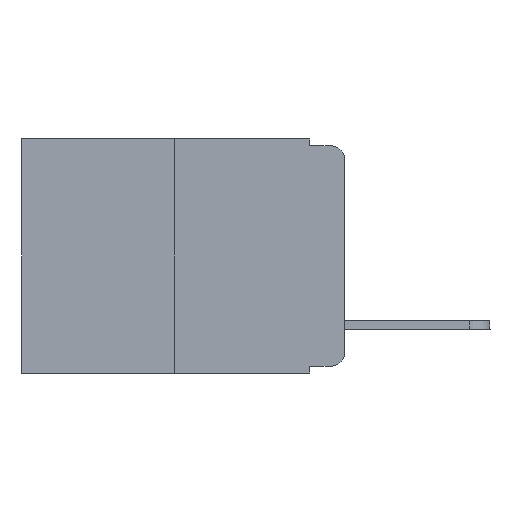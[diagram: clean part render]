
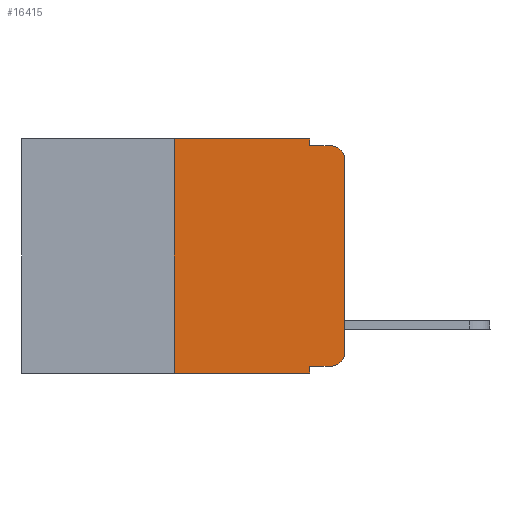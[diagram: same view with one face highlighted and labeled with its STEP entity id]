
A CAD part, left-side view. The second image highlights one B-rep face of the part: STEP entity #16415.
In plain terms, the highlighted planar face has unit normal (-1, 0, 0).
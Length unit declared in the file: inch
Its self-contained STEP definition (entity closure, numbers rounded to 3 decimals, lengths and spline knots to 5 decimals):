
#278 = VERTEX_POINT ( 'NONE', #13527 ) ;
#412 = CARTESIAN_POINT ( 'NONE',  ( 0., 0.25, 0. ) ) ;
#427 = ORIENTED_EDGE ( 'NONE', *, *, #5322, .T. ) ;
#452 = LINE ( 'NONE', #15889, #10895 ) ;
#643 = VERTEX_POINT ( 'NONE', #6173 ) ;
#647 = DIRECTION ( 'NONE',  ( 0., 0., -1. ) ) ;
#691 = AXIS2_PLACEMENT_3D ( 'NONE', #4685, #17556, #647 ) ;
#700 = EDGE_CURVE ( 'NONE', #6525, #13022, #10103, .T. ) ;
#712 = CARTESIAN_POINT ( 'NONE',  ( 0., 0., 0. ) ) ;
#1283 = VECTOR ( 'NONE', #8246, 39.37008 ) ;
#1449 = VERTEX_POINT ( 'NONE', #10284 ) ;
#1824 = DIRECTION ( 'NONE',  ( 0., 0., -1. ) ) ;
#1846 = DIRECTION ( 'NONE',  ( 0., 0., -1. ) ) ;
#2354 = CARTESIAN_POINT ( 'NONE',  ( 0., 0.02, -0.313 ) ) ;
#2384 = VERTEX_POINT ( 'NONE', #412 ) ;
#2483 = ORIENTED_EDGE ( 'NONE', *, *, #6345, .T. ) ;
#2531 = EDGE_CURVE ( 'NONE', #5197, #643, #10536, .T. ) ;
#2580 = LINE ( 'NONE', #11235, #12666 ) ;
#2855 = CARTESIAN_POINT ( 'NONE',  ( 0., 0.473, -0.343 ) ) ;
#3209 = DIRECTION ( 'NONE',  ( 0., -1., 0. ) ) ;
#3223 = LINE ( 'NONE', #2855, #12618 ) ;
#3353 = CARTESIAN_POINT ( 'NONE',  ( 0., 0.051, 0. ) ) ;
#3646 = CARTESIAN_POINT ( 'NONE',  ( 0., 0.051, -0.333 ) ) ;
#4318 = DIRECTION ( 'NONE',  ( 0., -1., 0. ) ) ;
#4468 = VERTEX_POINT ( 'NONE', #17931 ) ;
#4685 = CARTESIAN_POINT ( 'NONE',  ( 0., 0.02, -0.03 ) ) ;
#4746 = VERTEX_POINT ( 'NONE', #10492 ) ;
#4818 = DIRECTION ( 'NONE',  ( 1., 0., 0. ) ) ;
#5166 = EDGE_CURVE ( 'NONE', #4746, #13022, #10463, .T. ) ;
#5197 = VERTEX_POINT ( 'NONE', #8818 ) ;
#5215 = EDGE_CURVE ( 'NONE', #1449, #6525, #16129, .T. ) ;
#5322 = EDGE_CURVE ( 'NONE', #5197, #6764, #12117, .T. ) ;
#6140 = FACE_OUTER_BOUND ( 'NONE', #10736, .T. ) ;
#6173 = CARTESIAN_POINT ( 'NONE',  ( 0., 0.051, -0.343 ) ) ;
#6345 = EDGE_CURVE ( 'NONE', #6764, #1449, #12470, .T. ) ;
#6525 = VERTEX_POINT ( 'NONE', #15136 ) ;
#6544 = ORIENTED_EDGE ( 'NONE', *, *, #10402, .F. ) ;
#6764 = VERTEX_POINT ( 'NONE', #17441 ) ;
#7345 = VECTOR ( 'NONE', #10454, 39.37008 ) ;
#8244 = ORIENTED_EDGE ( 'NONE', *, *, #2531, .F. ) ;
#8246 = DIRECTION ( 'NONE',  ( 0., -1., 0. ) ) ;
#8590 = ORIENTED_EDGE ( 'NONE', *, *, #5215, .T. ) ;
#8818 = CARTESIAN_POINT ( 'NONE',  ( 0., 0.051, -0.333 ) ) ;
#8898 = CARTESIAN_POINT ( 'NONE',  ( 0., 0.473, 0. ) ) ;
#9486 = EDGE_CURVE ( 'NONE', #4468, #643, #3223, .T. ) ;
#9555 = ORIENTED_EDGE ( 'NONE', *, *, #11721, .F. ) ;
#10103 = CIRCLE ( 'NONE', #691, 0.02 ) ;
#10284 = CARTESIAN_POINT ( 'NONE',  ( 0., 0., -0.313 ) ) ;
#10402 = EDGE_CURVE ( 'NONE', #278, #4746, #14052, .T. ) ;
#10454 = DIRECTION ( 'NONE',  ( 0., 0., -1. ) ) ;
#10463 = LINE ( 'NONE', #17253, #10935 ) ;
#10492 = CARTESIAN_POINT ( 'NONE',  ( 0., 0.051, -0.01 ) ) ;
#10536 = LINE ( 'NONE', #3353, #12444 ) ;
#10736 = EDGE_LOOP ( 'NONE', ( #8590, #14597, #16791, #6544, #9555, #11279, #17442, #8244, #427, #2483 ) ) ;
#10895 = VECTOR ( 'NONE', #12702, 39.37008 ) ;
#10935 = VECTOR ( 'NONE', #3209, 39.37008 ) ;
#11235 = CARTESIAN_POINT ( 'NONE',  ( 0., 0.25, 0. ) ) ;
#11279 = ORIENTED_EDGE ( 'NONE', *, *, #12811, .F. ) ;
#11295 = AXIS2_PLACEMENT_3D ( 'NONE', #8898, #4818, #1824 ) ;
#11713 = AXIS2_PLACEMENT_3D ( 'NONE', #2354, #14414, #1846 ) ;
#11721 = EDGE_CURVE ( 'NONE', #2384, #278, #452, .T. ) ;
#12117 = LINE ( 'NONE', #3646, #1283 ) ;
#12132 = VECTOR ( 'NONE', #14484, 39.37008 ) ;
#12444 = VECTOR ( 'NONE', #16108, 39.37008 ) ;
#12470 = CIRCLE ( 'NONE', #11713, 0.02 ) ;
#12618 = VECTOR ( 'NONE', #4318, 39.37008 ) ;
#12666 = VECTOR ( 'NONE', #16637, 39.37008 ) ;
#12702 = DIRECTION ( 'NONE',  ( 0., -1., 0. ) ) ;
#12811 = EDGE_CURVE ( 'NONE', #4468, #2384, #2580, .T. ) ;
#13022 = VERTEX_POINT ( 'NONE', #17004 ) ;
#13527 = CARTESIAN_POINT ( 'NONE',  ( 0., 0.051, 0. ) ) ;
#14052 = LINE ( 'NONE', #16809, #7345 ) ;
#14414 = DIRECTION ( 'NONE',  ( -1., 0., 0. ) ) ;
#14484 = DIRECTION ( 'NONE',  ( 0., 0., 1. ) ) ;
#14597 = ORIENTED_EDGE ( 'NONE', *, *, #700, .T. ) ;
#15136 = CARTESIAN_POINT ( 'NONE',  ( 0., 0., -0.03 ) ) ;
#15889 = CARTESIAN_POINT ( 'NONE',  ( 0., 0.473, 0. ) ) ;
#16108 = DIRECTION ( 'NONE',  ( 0., 0., -1. ) ) ;
#16129 = LINE ( 'NONE', #712, #12132 ) ;
#16415 = ADVANCED_FACE ( 'NONE', ( #6140 ), #17426, .F. ) ;
#16637 = DIRECTION ( 'NONE',  ( 0., 0., 1. ) ) ;
#16791 = ORIENTED_EDGE ( 'NONE', *, *, #5166, .F. ) ;
#16809 = CARTESIAN_POINT ( 'NONE',  ( 0., 0.051, 0. ) ) ;
#17004 = CARTESIAN_POINT ( 'NONE',  ( 0., 0.02, -0.01 ) ) ;
#17253 = CARTESIAN_POINT ( 'NONE',  ( 0., 0.051, -0.01 ) ) ;
#17426 = PLANE ( 'NONE',  #11295 ) ;
#17441 = CARTESIAN_POINT ( 'NONE',  ( 0., 0.02, -0.333 ) ) ;
#17442 = ORIENTED_EDGE ( 'NONE', *, *, #9486, .T. ) ;
#17556 = DIRECTION ( 'NONE',  ( -1., 0., 0. ) ) ;
#17931 = CARTESIAN_POINT ( 'NONE',  ( 0., 0.25, -0.343 ) ) ;
